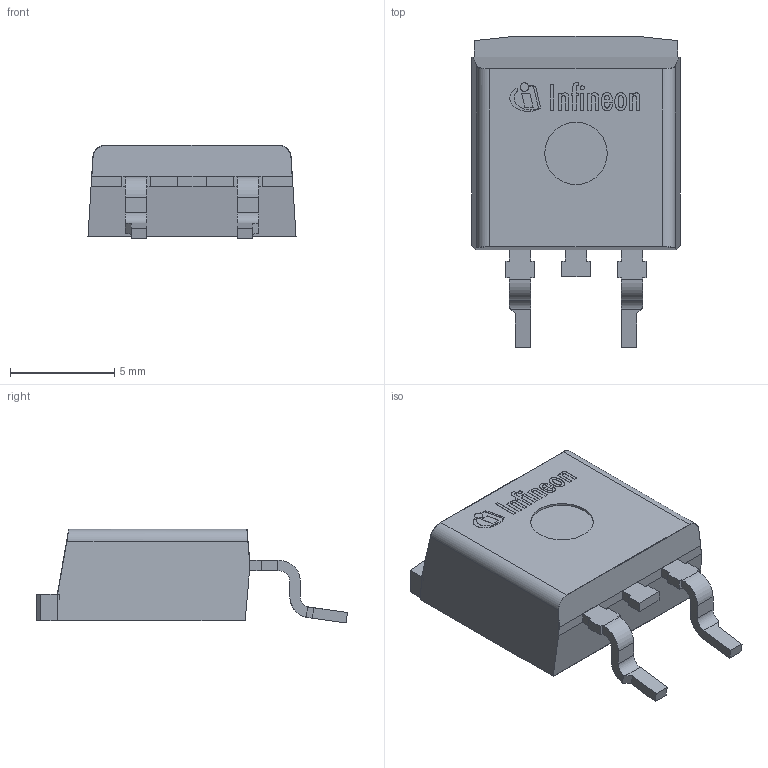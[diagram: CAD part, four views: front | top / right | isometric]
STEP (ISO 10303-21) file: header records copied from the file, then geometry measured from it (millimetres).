
FILE_DESCRIPTION(/* description */ (''),/* implementation_level */ '2;1');
FILE_NAME(/* name */ 'PG-TO263-3-2_C63078-A6544-C013-04-0004.stp',/* time_stamp */ '2017-02-16T13:00:48+08:00',/* author */ ('guptavas'),/* organization */ (''),/* preprocessor_version */ 'ST-DEVELOPER v15.2',/* originating_system */ 'Autodesk Inventor 2014',/* authorisation */ '');
FILE_SCHEMA (('CONFIG_CONTROL_DESIGN'));
Length unit declared in the file: millimetre
Products named in the file (6): PG-TO263-3-2_MOLD; PG-TO263-3-2_HEATSINK; PG-TO263-3-2_EXPOSEDLEAD1; PG-TO263-3-2_EXPOSEDLEAD2; PG-TO263-3-2_EXPOSEDLEAD3; PG-TO263-3-2
Assembly tree (5 placements, depth 2):
  PG-TO263-3-2
    PG-TO263-3-2_MOLD
    PG-TO263-3-2_HEATSINK
    PG-TO263-3-2_EXPOSEDLEAD1
    PG-TO263-3-2_EXPOSEDLEAD2
    PG-TO263-3-2_EXPOSEDLEAD3
Bounding box: 10 x 14.95 x 4.51 mm (x, y, z)
Volume: 401.5 mm3; surface area: 560.8 mm2
Topology: 5 solids, 5 shells, 320 faces, 873 edges, 578 vertices
Faces by surface type: cylinder 161, plane 155, bspline 4
Full cylindrical faces by diameter (mm): 0.199 x1, 0.416 x1, 3 x1
Entity records: 10750 total; most frequent: CARTESIAN_POINT 1875, DIRECTION 1848, ORIENTED_EDGE 1740, EDGE_CURVE 870, AXIS2_PLACEMENT_3D 651, VERTEX_POINT 578, LINE 546, VECTOR 546
